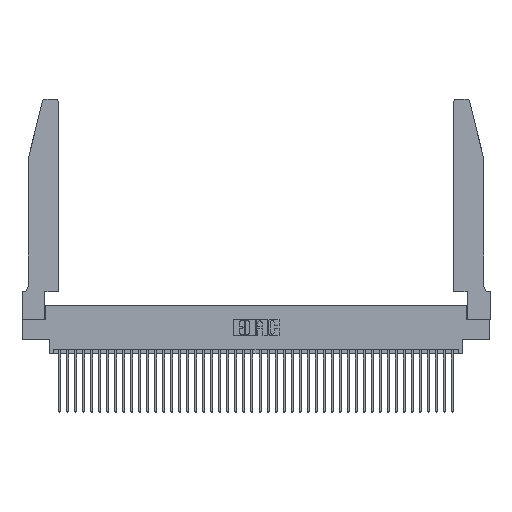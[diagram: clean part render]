
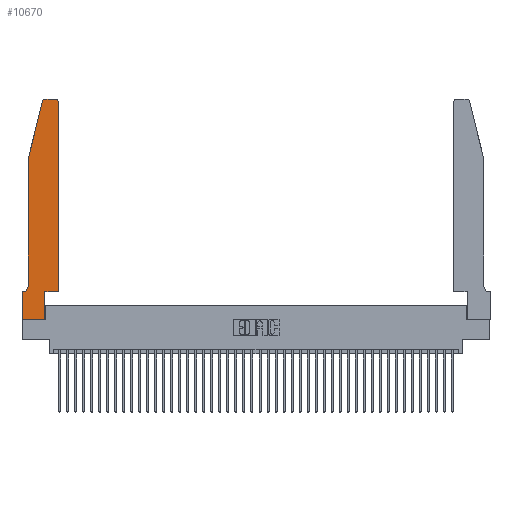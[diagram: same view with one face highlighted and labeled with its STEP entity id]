
A CAD part, top view. The second image highlights one B-rep face of the part: STEP entity #10670.
In plain terms, the highlighted planar face has unit normal (0, 0, 1).
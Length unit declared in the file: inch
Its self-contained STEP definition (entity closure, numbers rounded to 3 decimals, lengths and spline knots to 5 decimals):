
#306 = VERTEX_POINT ( 'NONE', #26628 ) ;
#735 = VERTEX_POINT ( 'NONE', #13582 ) ;
#1311 = VECTOR ( 'NONE', #8465, 39.37008 ) ;
#1528 = CARTESIAN_POINT ( 'NONE',  ( 0.0755, 2., 0.37 ) ) ;
#2147 = EDGE_CURVE ( 'NONE', #21460, #306, #34062, .T. ) ;
#2454 = VERTEX_POINT ( 'NONE', #40344 ) ;
#2820 = AXIS2_PLACEMENT_3D ( 'NONE', #31699, #9851, #28282 ) ;
#3557 = EDGE_CURVE ( 'NONE', #306, #21441, #6920, .T. ) ;
#4037 = AXIS2_PLACEMENT_3D ( 'NONE', #39651, #43017, #29652 ) ;
#4581 = AXIS2_PLACEMENT_3D ( 'NONE', #12618, #12197, #19344 ) ;
#4754 = EDGE_CURVE ( 'NONE', #5071, #34377, #30272, .T. ) ;
#5071 = VERTEX_POINT ( 'NONE', #37876 ) ;
#6455 = VECTOR ( 'NONE', #15037, 39.37008 ) ;
#6920 = LINE ( 'NONE', #11720, #6455 ) ;
#7172 = EDGE_CURVE ( 'NONE', #21261, #5071, #35891, .T. ) ;
#7976 = CARTESIAN_POINT ( 'NONE',  ( 0.4505, 0.35, 0.37 ) ) ;
#8343 = CARTESIAN_POINT ( 'NONE',  ( 0.284, 2.75, 0.37 ) ) ;
#8465 = DIRECTION ( 'NONE',  ( 1., 0., 0. ) ) ;
#9030 = CARTESIAN_POINT ( 'NONE',  ( 0.4505, 0.35, 0.37 ) ) ;
#9097 = VERTEX_POINT ( 'NONE', #34981 ) ;
#9209 = VERTEX_POINT ( 'NONE', #9030 ) ;
#9851 = DIRECTION ( 'NONE',  ( 0., 0., -1. ) ) ;
#10670 = ADVANCED_FACE ( 'NONE', ( #41200 ), #11190, .T. ) ;
#11190 = PLANE ( 'NONE',  #37688 ) ;
#11620 = VERTEX_POINT ( 'NONE', #31152 ) ;
#11720 = CARTESIAN_POINT ( 'NONE',  ( 0.2605, 2.75, 0.37 ) ) ;
#11917 = VERTEX_POINT ( 'NONE', #36799 ) ;
#11952 = DIRECTION ( 'NONE',  ( 0., 1., 0. ) ) ;
#12197 = DIRECTION ( 'NONE',  ( 0., 0., 1. ) ) ;
#12618 = CARTESIAN_POINT ( 'NONE',  ( 0.284, 2.72, 0.37 ) ) ;
#13539 = ORIENTED_EDGE ( 'NONE', *, *, #3557, .T. ) ;
#13582 = CARTESIAN_POINT ( 'NONE',  ( 0.2865, 0., 0.37 ) ) ;
#14600 = VECTOR ( 'NONE', #18422, 39.37008 ) ;
#15037 = DIRECTION ( 'NONE',  ( -1., 0., 0. ) ) ;
#15480 = ORIENTED_EDGE ( 'NONE', *, *, #42956, .T. ) ;
#16207 = CARTESIAN_POINT ( 'NONE',  ( 0., 0., 0.37 ) ) ;
#16455 = LINE ( 'NONE', #39393, #39885 ) ;
#16616 = ORIENTED_EDGE ( 'NONE', *, *, #40115, .T. ) ;
#16748 = ORIENTED_EDGE ( 'NONE', *, *, #33964, .T. ) ;
#16820 = DIRECTION ( 'NONE',  ( 0., -1., 0. ) ) ;
#17457 = DIRECTION ( 'NONE',  ( 0., 1., 0. ) ) ;
#17870 = DIRECTION ( 'NONE',  ( 0., 0., 1. ) ) ;
#18169 = LINE ( 'NONE', #28553, #29645 ) ;
#18326 = ORIENTED_EDGE ( 'NONE', *, *, #41099, .T. ) ;
#18422 = DIRECTION ( 'NONE',  ( 0., -1., 0. ) ) ;
#18702 = ORIENTED_EDGE ( 'NONE', *, *, #7172, .T. ) ;
#18826 = CARTESIAN_POINT ( 'NONE',  ( 0.4505, 0.35, 0.37 ) ) ;
#19344 = DIRECTION ( 'NONE',  ( 1., 0., 0. ) ) ;
#19495 = LINE ( 'NONE', #38252, #41300 ) ;
#19610 = DIRECTION ( 'NONE',  ( 1., 0., 0. ) ) ;
#20129 = CARTESIAN_POINT ( 'NONE',  ( 0.0755, 0.35, 0.37 ) ) ;
#20389 = ORIENTED_EDGE ( 'NONE', *, *, #2147, .T. ) ;
#21084 = DIRECTION ( 'NONE',  ( 1., 0., 0. ) ) ;
#21261 = VERTEX_POINT ( 'NONE', #37039 ) ;
#21441 = VERTEX_POINT ( 'NONE', #8343 ) ;
#21460 = VERTEX_POINT ( 'NONE', #41373 ) ;
#21701 = DIRECTION ( 'NONE',  ( -0.239, -0.971, 0. ) ) ;
#21910 = EDGE_CURVE ( 'NONE', #11917, #21261, #22480, .T. ) ;
#22480 = LINE ( 'NONE', #1528, #14600 ) ;
#23972 = ORIENTED_EDGE ( 'NONE', *, *, #4754, .T. ) ;
#24259 = EDGE_CURVE ( 'NONE', #34377, #11620, #16455, .T. ) ;
#24981 = EDGE_CURVE ( 'NONE', #11620, #735, #25853, .T. ) ;
#25261 = ORIENTED_EDGE ( 'NONE', *, *, #26064, .T. ) ;
#25853 = LINE ( 'NONE', #16207, #34694 ) ;
#25899 = ORIENTED_EDGE ( 'NONE', *, *, #21910, .T. ) ;
#26064 = EDGE_CURVE ( 'NONE', #735, #2454, #18169, .T. ) ;
#26628 = CARTESIAN_POINT ( 'NONE',  ( 0.4205, 2.75, 0.37 ) ) ;
#26742 = ORIENTED_EDGE ( 'NONE', *, *, #24981, .T. ) ;
#28282 = DIRECTION ( 'NONE',  ( -1., 0., 0. ) ) ;
#28553 = CARTESIAN_POINT ( 'NONE',  ( 0.2865, 0.35, 0.37 ) ) ;
#28730 = VECTOR ( 'NONE', #40285, 39.37008 ) ;
#29645 = VECTOR ( 'NONE', #11952, 39.37008 ) ;
#29652 = DIRECTION ( 'NONE',  ( 1., 0., 0. ) ) ;
#29835 = ORIENTED_EDGE ( 'NONE', *, *, #24259, .T. ) ;
#30272 = LINE ( 'NONE', #20129, #28730 ) ;
#30964 = LINE ( 'NONE', #7976, #33558 ) ;
#31152 = CARTESIAN_POINT ( 'NONE',  ( 0., 0., 0.37 ) ) ;
#31541 = LINE ( 'NONE', #18826, #1311 ) ;
#31699 = CARTESIAN_POINT ( 'NONE',  ( 0.0055, 0.42, 0.37 ) ) ;
#33558 = VECTOR ( 'NONE', #17457, 39.37008 ) ;
#33599 = CARTESIAN_POINT ( 'NONE',  ( 0., 0.35, 0.37 ) ) ;
#33964 = EDGE_CURVE ( 'NONE', #21441, #9097, #41007, .T. ) ;
#34062 = CIRCLE ( 'NONE', #4037, 0.03 ) ;
#34377 = VERTEX_POINT ( 'NONE', #33599 ) ;
#34694 = VECTOR ( 'NONE', #19610, 39.37008 ) ;
#34981 = CARTESIAN_POINT ( 'NONE',  ( 0.25487, 2.72718, 0.37 ) ) ;
#35891 = CIRCLE ( 'NONE', #2820, 0.07 ) ;
#36799 = CARTESIAN_POINT ( 'NONE',  ( 0.0755, 2., 0.37 ) ) ;
#37039 = CARTESIAN_POINT ( 'NONE',  ( 0.0755, 0.42, 0.37 ) ) ;
#37632 = CARTESIAN_POINT ( 'NONE',  ( 0., 0.35, 0.37 ) ) ;
#37688 = AXIS2_PLACEMENT_3D ( 'NONE', #37632, #17870, #21084 ) ;
#37876 = CARTESIAN_POINT ( 'NONE',  ( 0.0055, 0.35, 0.37 ) ) ;
#38252 = CARTESIAN_POINT ( 'NONE',  ( 0.0755, 2., 0.37 ) ) ;
#39393 = CARTESIAN_POINT ( 'NONE',  ( 0., 0., 0.37 ) ) ;
#39651 = CARTESIAN_POINT ( 'NONE',  ( 0.4205, 2.72, 0.37 ) ) ;
#39885 = VECTOR ( 'NONE', #16820, 39.37008 ) ;
#40115 = EDGE_CURVE ( 'NONE', #2454, #9209, #31541, .T. ) ;
#40285 = DIRECTION ( 'NONE',  ( -1., 0., 0. ) ) ;
#40337 = EDGE_LOOP ( 'NONE', ( #13539, #16748, #18326, #25899, #18702, #23972, #29835, #26742, #25261, #16616, #15480, #20389 ) ) ;
#40344 = CARTESIAN_POINT ( 'NONE',  ( 0.2865, 0.35, 0.37 ) ) ;
#41007 = CIRCLE ( 'NONE', #4581, 0.03 ) ;
#41099 = EDGE_CURVE ( 'NONE', #9097, #11917, #19495, .T. ) ;
#41200 = FACE_OUTER_BOUND ( 'NONE', #40337, .T. ) ;
#41300 = VECTOR ( 'NONE', #21701, 39.37008 ) ;
#41373 = CARTESIAN_POINT ( 'NONE',  ( 0.4505, 2.72, 0.37 ) ) ;
#42956 = EDGE_CURVE ( 'NONE', #9209, #21460, #30964, .T. ) ;
#43017 = DIRECTION ( 'NONE',  ( 0., 0., 1. ) ) ;
